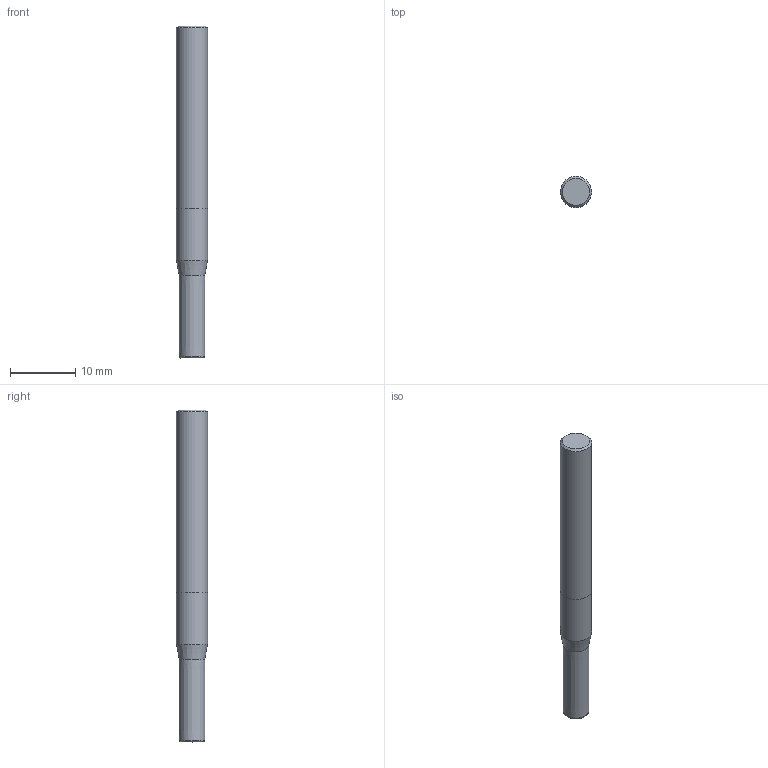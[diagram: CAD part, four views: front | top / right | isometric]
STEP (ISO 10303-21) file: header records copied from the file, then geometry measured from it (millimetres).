
FILE_DESCRIPTION(/* description */ (''),/* implementation_level */ '2;1');
FILE_NAME(/* name */ 'A345R.156F3R010.0Z3_ANF.stp',/* time_stamp */ '2020-08-27T10:27:30+06:00',/* author */ (''),/* organization */ (''),/* preprocessor_version */ 'ST-DEVELOPER v16.7',/* originating_system */ 'SIEMENS PLM Software NX 12.0',/* authorisation */ '');
FILE_SCHEMA (('AUTOMOTIVE_DESIGN { 1 0 10303 214 3 1 1 1 }'));
Length unit declared in the file: millimetre
Products named in the file (1): INPUA7A4A906phxz
Bounding box: 4.76 x 4.76 x 50.8 mm (x, y, z)
Volume: 828.1 mm3; surface area: 812.4 mm2
Topology: 3 solids, 3 shells, 12 faces, 19 edges, 12 vertices
Faces by surface type: plane 5, cone 4, cylinder 2, torus 1
Full cylindrical faces by diameter (mm): 4.763 x2
Entity records: 290 total; most frequent: DIRECTION 50, CARTESIAN_POINT 35, AXIS2_PLACEMENT_3D 25, EDGE_LOOP 18, ORIENTED_EDGE 18, FACE_BOUND 14, ADVANCED_FACE 12, VERTEX_POINT 10
